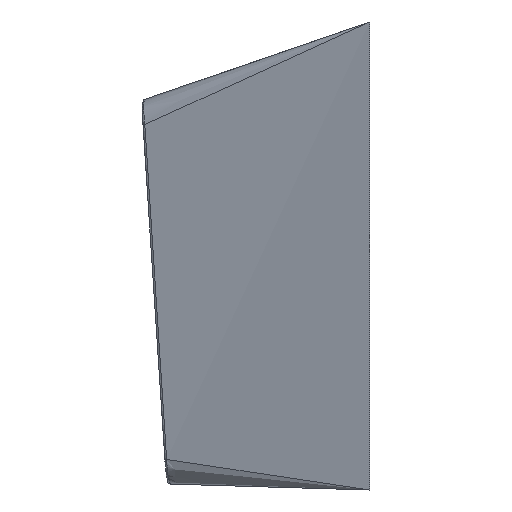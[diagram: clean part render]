
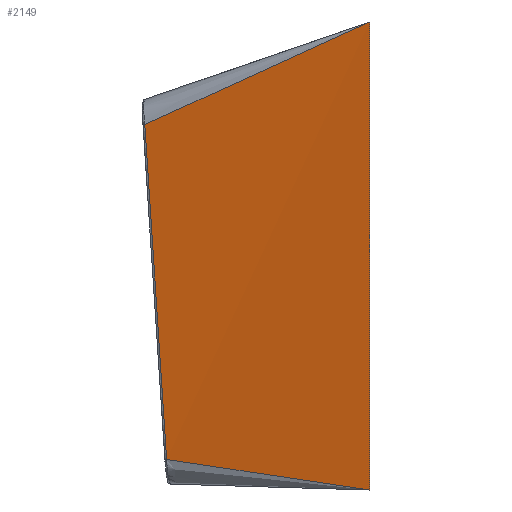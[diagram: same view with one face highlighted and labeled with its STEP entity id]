
A CAD part, left-side view. The second image highlights one B-rep face of the part: STEP entity #2149.
In plain terms, the highlighted free-form (B-spline) face has degree [3, 1] with [6, 2] control points.
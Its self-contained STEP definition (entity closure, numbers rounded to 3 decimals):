
#36 = CARTESIAN_POINT ( 'NONE',  ( 2.65, 8.463, 10.061 ) ) ;
#69 = CARTESIAN_POINT ( 'NONE',  ( 1.992, 6.569, 15.006 ) ) ;
#118 = CARTESIAN_POINT ( 'NONE',  ( 2.625, 7.895, 2.518 ) ) ;
#151 = CARTESIAN_POINT ( 'NONE',  ( 0., 0., 18. ) ) ;
#199 = CARTESIAN_POINT ( 'NONE',  ( 1.317, 4.351, 16.02 ) ) ;
#266 = CARTESIAN_POINT ( 'NONE',  ( 0., 0., 15. ) ) ;
#327 = CARTESIAN_POINT ( 'NONE',  ( 2.501, 8.236, 14.242 ) ) ;
#338 = CARTESIAN_POINT ( 'NONE',  ( 2.626, 7.983, 3.861 ) ) ;
#345 = B_SPLINE_SURFACE_WITH_KNOTS ( 'NONE', 3, 1, ( 
 ( #481, #981 ),
 ( #2941, #1511 ),
 ( #1769, #2241 ),
 ( #2726, #36 ),
 ( #266, #803 ),
 ( #2012, #2255 ) ),
 .UNSPECIFIED., .F., .F., .F.,
 ( 4, 2, 4 ),
 ( 2, 2 ),
 ( 0., 0.5, 1. ),
 ( 0., 1. ),
 .UNSPECIFIED. ) ;
#387 = CARTESIAN_POINT ( 'NONE',  ( 2.625, 7.807, 1.175 ) ) ;
#390 = ORIENTED_EDGE ( 'NONE', *, *, #2606, .T. ) ;
#403 = CARTESIAN_POINT ( 'NONE',  ( 1.672, 5.522, 15.485 ) ) ;
#441 = CARTESIAN_POINT ( 'NONE',  ( 2.625, 7.807, 1.175 ) ) ;
#481 = CARTESIAN_POINT ( 'NONE',  ( 0., 0., 0. ) ) ;
#574 = CARTESIAN_POINT ( 'NONE',  ( 2.483, 8.176, 14.269 ) ) ;
#580 = VERTEX_POINT ( 'NONE', #3098 ) ;
#587 = CARTESIAN_POINT ( 'NONE',  ( 2.456, 8.089, 14.309 ) ) ;
#598 = CARTESIAN_POINT ( 'NONE',  ( 2.626, 8.333, 9.232 ) ) ;
#628 = CARTESIAN_POINT ( 'NONE',  ( 2.627, 8.648, 14.053 ) ) ;
#645 = B_SPLINE_CURVE_WITH_KNOTS ( 'NONE', 3,
 ( #441, #1174, #1672, #1440 ),
 .UNSPECIFIED., .F., .F.,
 ( 4, 4 ),
 ( 0.01, 1. ),
 .UNSPECIFIED. ) ;
#693 = CARTESIAN_POINT ( 'NONE',  ( 1.386, 4.578, 15.916 ) ) ;
#803 = CARTESIAN_POINT ( 'NONE',  ( 2.65, 8.624, 12.518 ) ) ;
#824 = CARTESIAN_POINT ( 'NONE',  ( 2.209, 7.283, 14.679 ) ) ;
#884 = FACE_OUTER_BOUND ( 'NONE', #902, .T. ) ;
#902 = EDGE_LOOP ( 'NONE', ( #390, #1354, #1291, #1164 ) ) ;
#981 = CARTESIAN_POINT ( 'NONE',  ( 2.65, 7.82, 0.232 ) ) ;
#1083 = CARTESIAN_POINT ( 'NONE',  ( 2.317, 7.634, 14.518 ) ) ;
#1164 = ORIENTED_EDGE ( 'NONE', *, *, #3164, .F. ) ;
#1165 = CARTESIAN_POINT ( 'NONE',  ( 1.304, 4.31, 16.039 ) ) ;
#1174 = CARTESIAN_POINT ( 'NONE',  ( 1.831, 5.422, 0.823 ) ) ;
#1291 = ORIENTED_EDGE ( 'NONE', *, *, #2250, .T. ) ;
#1296 = CARTESIAN_POINT ( 'NONE',  ( 2.48, 8.166, 14.274 ) ) ;
#1331 = CARTESIAN_POINT ( 'NONE',  ( 2.486, 8.187, 14.264 ) ) ;
#1354 = ORIENTED_EDGE ( 'NONE', *, *, #2914, .T. ) ;
#1440 = CARTESIAN_POINT ( 'NONE',  ( 0., 0., 0. ) ) ;
#1510 = VERTEX_POINT ( 'NONE', #2559 ) ;
#1511 = CARTESIAN_POINT ( 'NONE',  ( 2.65, 7.981, 2.689 ) ) ;
#1567 = B_SPLINE_CURVE_WITH_KNOTS ( 'NONE', 3,
 ( #628, #1871, #1595, #598, #1848, #2565, #3069, #338, #118, #387 ),
 .UNSPECIFIED., .F., .F.,
 ( 4, 3, 3, 4 ),
 ( 0., 0.005, 0.009, 0.013 ),
 .UNSPECIFIED. ) ;
#1571 = CARTESIAN_POINT ( 'NONE',  ( 2.475, 8.15, 14.282 ) ) ;
#1595 = CARTESIAN_POINT ( 'NONE',  ( 2.627, 8.438, 10.839 ) ) ;
#1672 = CARTESIAN_POINT ( 'NONE',  ( 0.955, 2.819, 0.432 ) ) ;
#1769 = CARTESIAN_POINT ( 'NONE',  ( 0., 0., 6. ) ) ;
#1788 = CARTESIAN_POINT ( 'NONE',  ( 2.412, 7.945, 14.375 ) ) ;
#1802 = CARTESIAN_POINT ( 'NONE',  ( 2.047, 6.749, 14.923 ) ) ;
#1812 = CARTESIAN_POINT ( 'NONE',  ( 2.482, 8.174, 14.27 ) ) ;
#1824 = CARTESIAN_POINT ( 'NONE',  ( 2.607, 8.582, 14.083 ) ) ;
#1848 = CARTESIAN_POINT ( 'NONE',  ( 2.626, 8.245, 7.89 ) ) ;
#1871 = CARTESIAN_POINT ( 'NONE',  ( 2.627, 8.543, 12.446 ) ) ;
#1887 = CARTESIAN_POINT ( 'NONE',  ( 0.88, 2.914, 16.676 ) ) ;
#1914 = CARTESIAN_POINT ( 'NONE',  ( 0., 0., 0. ) ) ;
#1930 = CARTESIAN_POINT ( 'NONE',  ( 1.344, 4.442, 15.978 ) ) ;
#1992 = CARTESIAN_POINT ( 'NONE',  ( 0., 0., 18. ) ) ;
#2012 = CARTESIAN_POINT ( 'NONE',  ( 0., 0., 18. ) ) ;
#2025 = CARTESIAN_POINT ( 'NONE',  ( 2.627, 8.648, 14.053 ) ) ;
#2121 = CARTESIAN_POINT ( 'NONE',  ( 1.846, 6.093, 15.224 ) ) ;
#2149 = ADVANCED_FACE ( 'NONE', ( #884 ), #345, .T. ) ;
#2204 = VERTEX_POINT ( 'NONE', #1992 ) ;
#2241 = CARTESIAN_POINT ( 'NONE',  ( 2.65, 8.142, 5.146 ) ) ;
#2250 = EDGE_CURVE ( 'NONE', #580, #2976, #645, .T. ) ;
#2255 = CARTESIAN_POINT ( 'NONE',  ( 2.65, 8.785, 14.975 ) ) ;
#2272 = CARTESIAN_POINT ( 'NONE',  ( 2.573, 8.473, 14.133 ) ) ;
#2368 = CARTESIAN_POINT ( 'NONE',  ( 1.965, 6.483, 15.046 ) ) ;
#2414 = CARTESIAN_POINT ( 'NONE',  ( 1.482, 4.895, 15.772 ) ) ;
#2553 = CARTESIAN_POINT ( 'NONE',  ( 2.29, 7.546, 14.558 ) ) ;
#2559 = CARTESIAN_POINT ( 'NONE',  ( 2.627, 8.648, 14.053 ) ) ;
#2562 = LINE ( 'NONE', #151, #3016 ) ;
#2565 = CARTESIAN_POINT ( 'NONE',  ( 2.626, 8.158, 6.547 ) ) ;
#2606 = EDGE_CURVE ( 'NONE', #2204, #1510, #2883, .T. ) ;
#2636 = CARTESIAN_POINT ( 'NONE',  ( 0., 0., 18. ) ) ;
#2726 = CARTESIAN_POINT ( 'NONE',  ( 0., 0., 12. ) ) ;
#2776 = CARTESIAN_POINT ( 'NONE',  ( 2.371, 7.812, 14.436 ) ) ;
#2786 = CARTESIAN_POINT ( 'NONE',  ( 2.128, 7.017, 14.801 ) ) ;
#2883 = B_SPLINE_CURVE_WITH_KNOTS ( 'NONE', 3,
 ( #2636, #2893, #1887, #1165, #199, #1930, #693, #2414, #403, #2121, #2368, #69, #3009, #1802, #2786, #824, #2553, #1083, #2776, #1788, #587, #1571, #1296, #1812, #574, #1331, #327, #3046, #2272, #1824, #2025 ),
 .UNSPECIFIED., .F., .F.,
 ( 4, 2, 2, 1, 1, 1, 1, 2, 2, 1, 2, 2, 1, 1, 1, 2, 2, 1, 2, 4 ),
 ( 0., 0.488, 0.504, 0.519, 0.549, 0.611, 0.733, 0.748, 0.763, 0.794, 0.855, 0.885, 0.916, 0.931, 0.935, 0.937, 0.938, 0.939, 0.946, 0.977 ),
 .UNSPECIFIED. ) ;
#2893 = CARTESIAN_POINT ( 'NONE',  ( 0.45, 1.491, 17.323 ) ) ;
#2914 = EDGE_CURVE ( 'NONE', #1510, #580, #1567, .T. ) ;
#2941 = CARTESIAN_POINT ( 'NONE',  ( 0., 0., 3. ) ) ;
#2976 = VERTEX_POINT ( 'NONE', #1914 ) ;
#3009 = CARTESIAN_POINT ( 'NONE',  ( 2.006, 6.615, 14.985 ) ) ;
#3016 = VECTOR ( 'NONE', #3101, 1000. ) ;
#3046 = CARTESIAN_POINT ( 'NONE',  ( 2.515, 8.282, 14.221 ) ) ;
#3069 = CARTESIAN_POINT ( 'NONE',  ( 2.626, 8.07, 5.204 ) ) ;
#3098 = CARTESIAN_POINT ( 'NONE',  ( 2.625, 7.807, 1.175 ) ) ;
#3101 = DIRECTION ( 'NONE',  ( 0., 0., -1. ) ) ;
#3164 = EDGE_CURVE ( 'NONE', #2204, #2976, #2562, .T. ) ;
